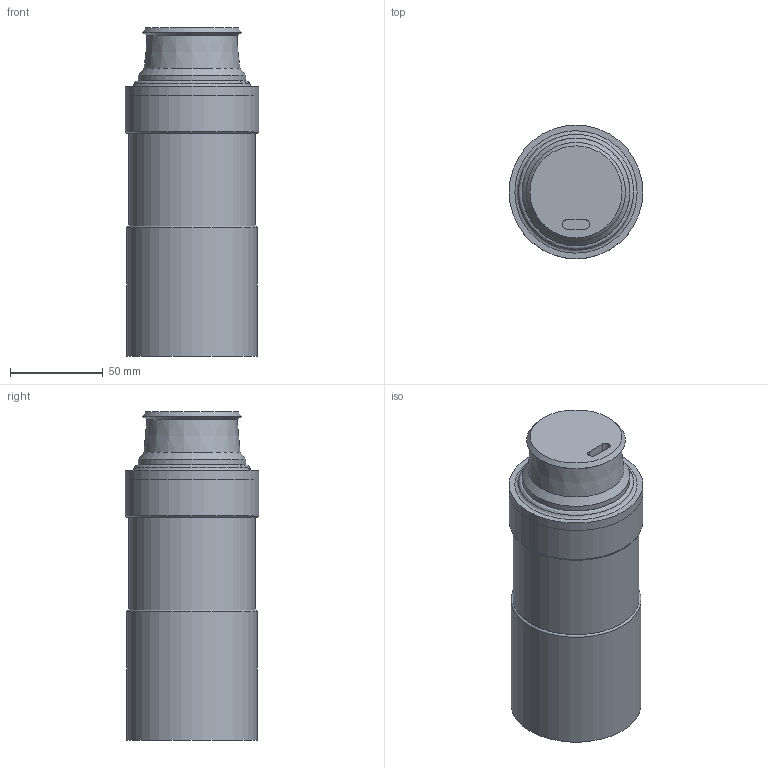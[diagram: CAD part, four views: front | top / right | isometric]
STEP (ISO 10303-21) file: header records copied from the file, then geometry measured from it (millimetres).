
FILE_DESCRIPTION(/* description */ (''),/* implementation_level */ '2;1');
FILE_NAME(/* name */ '1a5a4d4d-5528-4f70-919f-8876cf975146.stp',/* time_stamp */ '2022-02-09T05:16:55+00:00',/* author */ (''),/* organization */ (''),/* preprocessor_version */ 'ST-DEVELOPER v18.1',/* originating_system */ 'Autodesk Translation Framework v10.13.0.1454',/* authorisation */ '');
FILE_SCHEMA (('AUTOMOTIVE_DESIGN { 1 0 10303 214 3 1 1 }'));
Length unit declared in the file: millimetre
Products named in the file (3): Stanley; Cilinder1; lid
Assembly tree (2 placements, depth 2):
  Stanley
    Cilinder1
    lid
Bounding box: 72 x 72 x 176.58 mm (x, y, z)
Volume: 139545.5 mm3; surface area: 82973.4 mm2
Topology: 3 solids, 3 shells, 27 faces, 50 edges, 31 vertices
Faces by surface type: plane 10, cylinder 9, cone 4, torus 3, bspline 1
Full cylindrical faces by diameter (mm): 57.844 x1, 66 x1, 68 x2, 70 x1, 72 x2
Entity records: 1046 total; most frequent: CARTESIAN_POINT 393, DIRECTION 137, ORIENTED_EDGE 100, AXIS2_PLACEMENT_3D 59, EDGE_CURVE 50, EDGE_LOOP 33, VERTEX_POINT 31, CIRCLE 28
